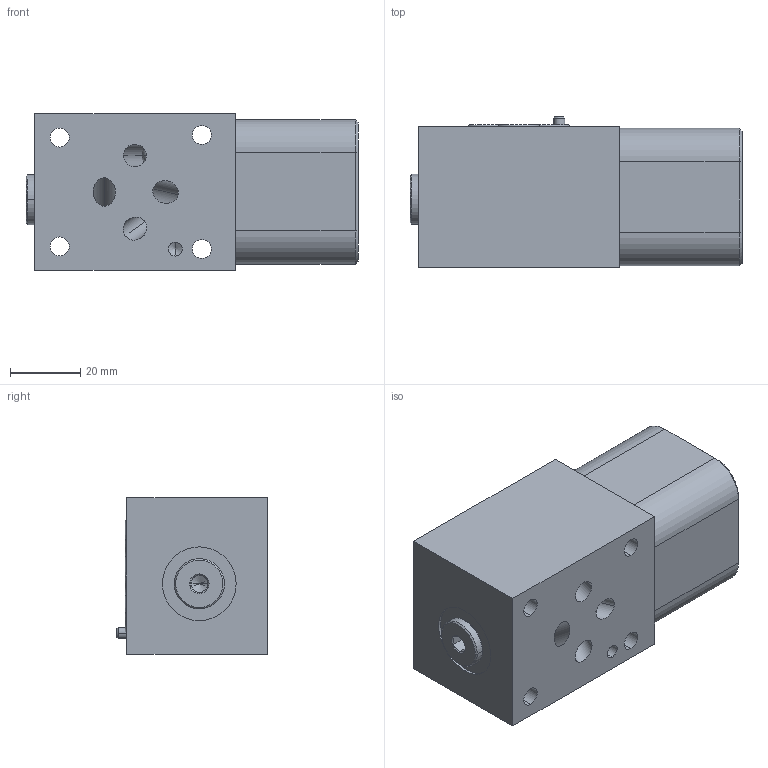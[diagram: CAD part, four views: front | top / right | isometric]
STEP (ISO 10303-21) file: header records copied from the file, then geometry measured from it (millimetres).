
FILE_DESCRIPTION((''),'2;1');
FILE_NAME('X2Q_ASM','2020-02-13T',('ProEService'),(''),'PRO/ENGINEER BY PARAMETRIC TECHNOLOGY CORPORATION, 2014200','PRO/ENGINEER BY PARAMETRIC TECHNOLOGY CORPORATION, 2014200','');
FILE_SCHEMA(('CONFIG_CONTROL_DESIGN'));
Length unit declared in the file: inch
Products named in the file (6): 158-769-002; A330-006-004; 850-004-218; 500-001-012; 811-001-006; X2Q_ASM
Assembly tree (8 placements, depth 2):
  X2Q_ASM
    158-769-002
    A330-006-004
    850-004-218
    500-001-012  x4
    811-001-006
Bounding box: 94.59 x 42.93 x 44.45 mm (x, y, z)
Volume: 126490.2 mm3; surface area: 31629 mm2
Topology: 8 solids, 8 shells, 215 faces, 752 edges, 675 vertices
Faces by surface type: cylinder 81, plane 53, cone 48, revolution 16, sphere 15, torus 2
Entity records: 9316 total; most frequent: CARTESIAN_POINT 3216, DIRECTION 1284, ORIENTED_EDGE 966, EDGE_CURVE 483, VECTOR 428, LINE 428, AXIS2_PLACEMENT_3D 426, VERTEX_POINT 304
